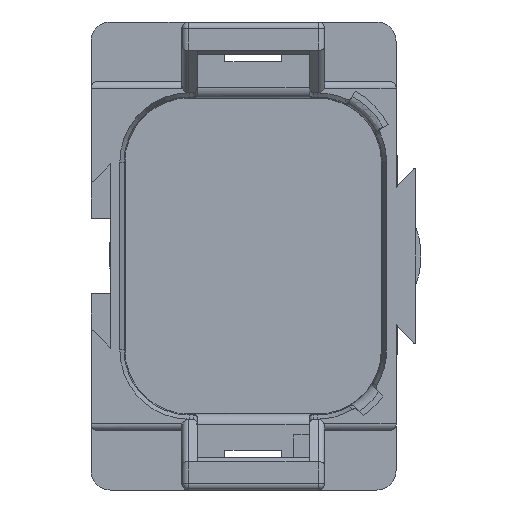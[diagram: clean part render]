
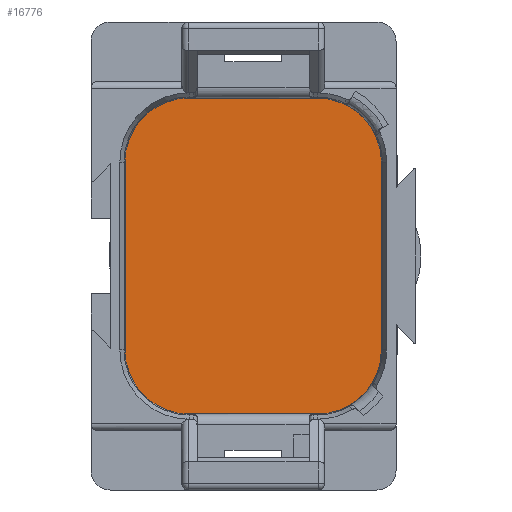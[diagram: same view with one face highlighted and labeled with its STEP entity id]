
A CAD part, front view. The second image highlights one B-rep face of the part: STEP entity #16776.
In plain terms, the highlighted planar face has unit normal (0, -1, 0).
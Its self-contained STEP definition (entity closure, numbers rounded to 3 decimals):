
#3858=CARTESIAN_POINT('',(-4.985,16.1,7.3));
#3859=DIRECTION('',(0.,-1.,0.));
#3860=DIRECTION('',(0.,0.,1.));
#3861=AXIS2_PLACEMENT_3D('',#3858,#3859,#3860);
#3863=DIRECTION('',(-1.,0.,0.));
#3864=VECTOR('',#3863,9.97);
#3865=CARTESIAN_POINT('',(4.985,16.1,12.275));
#3866=LINE('',#3865,#3864);
#3867=CARTESIAN_POINT('',(4.985,16.1,7.3));
#3868=DIRECTION('',(0.,-1.,0.));
#3869=DIRECTION('',(1.,0.,0.));
#3870=AXIS2_PLACEMENT_3D('',#3867,#3868,#3869);
#3872=DIRECTION('',(0.,0.,1.));
#3873=VECTOR('',#3872,14.6);
#3874=CARTESIAN_POINT('',(9.96,16.1,-7.3));
#3875=LINE('',#3874,#3873);
#3876=CARTESIAN_POINT('',(4.985,16.1,-7.3));
#3877=DIRECTION('',(0.,-1.,0.));
#3878=DIRECTION('',(0.,0.,-1.));
#3879=AXIS2_PLACEMENT_3D('',#3876,#3877,#3878);
#3881=DIRECTION('',(1.,0.,0.));
#3882=VECTOR('',#3881,9.97);
#3883=CARTESIAN_POINT('',(-4.985,16.1,-12.275));
#3884=LINE('',#3883,#3882);
#3885=CARTESIAN_POINT('',(-4.985,16.1,-7.3));
#3886=DIRECTION('',(0.,-1.,0.));
#3887=DIRECTION('',(-1.,0.,0.));
#3888=AXIS2_PLACEMENT_3D('',#3885,#3886,#3887);
#3890=DIRECTION('',(0.,0.,-1.));
#3891=VECTOR('',#3890,14.6);
#3892=CARTESIAN_POINT('',(-9.96,16.1,7.3));
#3893=LINE('',#3892,#3891);
#9953=CARTESIAN_POINT('',(-4.985,16.1,12.275));
#9954=CARTESIAN_POINT('',(-9.96,16.1,7.3));
#9955=VERTEX_POINT('',#9953);
#9956=VERTEX_POINT('',#9954);
#9957=CARTESIAN_POINT('',(9.96,16.1,7.3));
#9958=CARTESIAN_POINT('',(4.985,16.1,12.275));
#9959=VERTEX_POINT('',#9957);
#9960=VERTEX_POINT('',#9958);
#9961=CARTESIAN_POINT('',(4.985,16.1,-12.275));
#9962=CARTESIAN_POINT('',(9.96,16.1,-7.3));
#9963=VERTEX_POINT('',#9961);
#9964=VERTEX_POINT('',#9962);
#9965=CARTESIAN_POINT('',(-9.96,16.1,-7.3));
#9966=CARTESIAN_POINT('',(-4.985,16.1,-12.275));
#9967=VERTEX_POINT('',#9965);
#9968=VERTEX_POINT('',#9966);
#16755=CARTESIAN_POINT('',(0.,16.1,0.));
#16756=DIRECTION('',(0.,-1.,0.));
#16757=DIRECTION('',(0.,0.,1.));
#16758=AXIS2_PLACEMENT_3D('',#16755,#16756,#16757);
#16759=PLANE('',#16758);
#16760=ORIENTED_EDGE('',*,*,#16748,.F.);
#16761=ORIENTED_EDGE('',*,*,#16676,.F.);
#16763=ORIENTED_EDGE('',*,*,#16762,.F.);
#16765=ORIENTED_EDGE('',*,*,#16764,.F.);
#16767=ORIENTED_EDGE('',*,*,#16766,.F.);
#16769=ORIENTED_EDGE('',*,*,#16768,.F.);
#16771=ORIENTED_EDGE('',*,*,#16770,.F.);
#16773=ORIENTED_EDGE('',*,*,#16772,.F.);
#16774=EDGE_LOOP('',(#16760,#16761,#16763,#16765,#16767,#16769,#16771,#16773));
#16775=FACE_OUTER_BOUND('',#16774,.F.);
#16776=ADVANCED_FACE('',(#16775),#16759,.T.);
#3862=CIRCLE('',#3861,4.975);
#3871=CIRCLE('',#3870,4.975);
#3880=CIRCLE('',#3879,4.975);
#3889=CIRCLE('',#3888,4.975);
#16676=EDGE_CURVE('',#9960,#9955,#3866,.T.);
#16748=EDGE_CURVE('',#9955,#9956,#3862,.T.);
#16762=EDGE_CURVE('',#9959,#9960,#3871,.T.);
#16764=EDGE_CURVE('',#9964,#9959,#3875,.T.);
#16766=EDGE_CURVE('',#9963,#9964,#3880,.T.);
#16768=EDGE_CURVE('',#9968,#9963,#3884,.T.);
#16770=EDGE_CURVE('',#9967,#9968,#3889,.T.);
#16772=EDGE_CURVE('',#9956,#9967,#3893,.T.);
